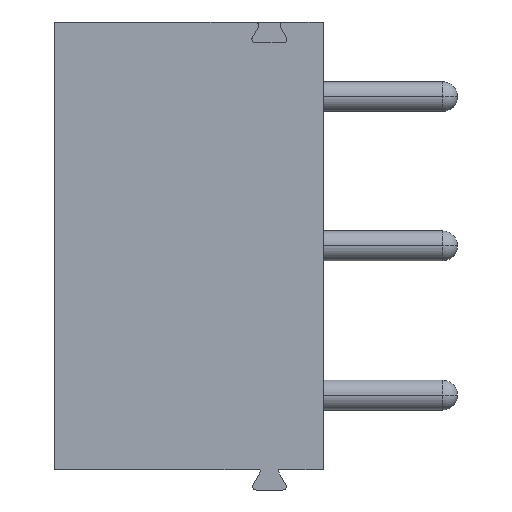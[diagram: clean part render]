
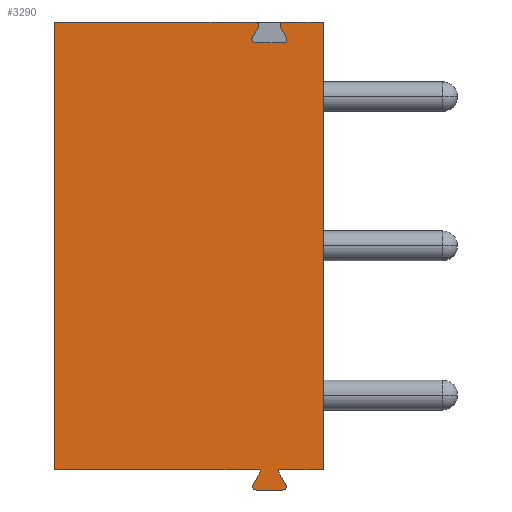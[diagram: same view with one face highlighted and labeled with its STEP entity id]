
A CAD part, front view. The second image highlights one B-rep face of the part: STEP entity #3290.
In plain terms, the highlighted planar face has unit normal (0, -1, 0).
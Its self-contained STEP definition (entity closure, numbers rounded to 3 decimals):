
#21=DIRECTION('',(1.,0.,0.));
#22=VECTOR('',#21,6.721);
#23=CARTESIAN_POINT('',(-4.5,-6.25,12.5));
#24=LINE('',#23,#22);
#45=DIRECTION('',(1.,0.,0.));
#46=VECTOR('',#45,1.321);
#47=CARTESIAN_POINT('',(3.179,-6.25,12.5));
#48=LINE('',#47,#46);
#89=DIRECTION('',(1.,0.,0.));
#90=VECTOR('',#89,0.935);
#91=CARTESIAN_POINT('',(2.232,-6.25,11.8));
#92=LINE('',#91,#90);
#93=CARTESIAN_POINT('',(3.168,-6.25,11.92));
#94=DIRECTION('',(0.,-1.,0.));
#95=DIRECTION('',(0.,0.,-1.));
#96=AXIS2_PLACEMENT_3D('',#93,#94,#95);
#98=DIRECTION('',(-0.5,0.,0.866));
#99=VECTOR('',#98,0.393);
#100=CARTESIAN_POINT('',(3.272,-6.25,11.98));
#101=LINE('',#100,#99);
#102=CARTESIAN_POINT('',(3.179,-6.25,12.38));
#103=DIRECTION('',(0.,-1.,0.));
#104=DIRECTION('',(0.,0.,1.));
#105=AXIS2_PLACEMENT_3D('',#102,#103,#104);
#107=CARTESIAN_POINT('',(3.046,-6.25,-2.55));
#108=DIRECTION('',(0.,1.,0.));
#109=DIRECTION('',(-0.866,0.,-0.5));
#110=AXIS2_PLACEMENT_3D('',#107,#108,#109);
#112=DIRECTION('',(-0.5,0.,0.866));
#113=VECTOR('',#112,0.491);
#114=CARTESIAN_POINT('',(3.248,-6.25,-3.));
#115=LINE('',#114,#113);
#116=CARTESIAN_POINT('',(3.144,-6.25,-3.06));
#117=DIRECTION('',(0.,-1.,0.));
#118=DIRECTION('',(0.,0.,-1.));
#119=AXIS2_PLACEMENT_3D('',#116,#117,#118);
#121=DIRECTION('',(1.,0.,0.));
#122=VECTOR('',#121,0.889);
#123=CARTESIAN_POINT('',(2.256,-6.25,-3.18));
#124=LINE('',#123,#122);
#125=CARTESIAN_POINT('',(2.256,-6.25,-3.06));
#126=DIRECTION('',(0.,-1.,0.));
#127=DIRECTION('',(-0.866,0.,0.5));
#128=AXIS2_PLACEMENT_3D('',#125,#126,#127);
#130=DIRECTION('',(-0.5,0.,-0.866));
#131=VECTOR('',#130,0.491);
#132=CARTESIAN_POINT('',(2.397,-6.25,-2.575));
#133=LINE('',#132,#131);
#134=CARTESIAN_POINT('',(2.354,-6.25,-2.55));
#135=DIRECTION('',(0.,1.,0.));
#136=DIRECTION('',(0.,0.,1.));
#137=AXIS2_PLACEMENT_3D('',#134,#135,#136);
#139=DIRECTION('',(0.,0.,-1.));
#140=VECTOR('',#139,15.);
#141=CARTESIAN_POINT('',(-4.5,-6.25,12.5));
#142=LINE('',#141,#140);
#143=CARTESIAN_POINT('',(2.221,-6.25,12.38));
#144=DIRECTION('',(0.,-1.,0.));
#145=DIRECTION('',(0.866,0.,-0.5));
#146=AXIS2_PLACEMENT_3D('',#143,#144,#145);
#148=DIRECTION('',(-0.5,0.,-0.866));
#149=VECTOR('',#148,0.393);
#150=CARTESIAN_POINT('',(2.325,-6.25,12.32));
#151=LINE('',#150,#149);
#152=CARTESIAN_POINT('',(2.232,-6.25,11.92));
#153=DIRECTION('',(0.,-1.,0.));
#154=DIRECTION('',(-0.866,0.,0.5));
#155=AXIS2_PLACEMENT_3D('',#152,#153,#154);
#177=DIRECTION('',(0.,0.,-1.));
#178=VECTOR('',#177,15.);
#179=CARTESIAN_POINT('',(4.5,-6.25,12.5));
#180=LINE('',#179,#178);
#343=DIRECTION('',(1.,0.,0.));
#344=VECTOR('',#343,1.454);
#345=CARTESIAN_POINT('',(3.046,-6.25,-2.5));
#346=LINE('',#345,#344);
#367=DIRECTION('',(1.,0.,0.));
#368=VECTOR('',#367,6.854);
#369=CARTESIAN_POINT('',(-4.5,-6.25,-2.5));
#370=LINE('',#369,#368);
#2531=CARTESIAN_POINT('',(-4.5,-6.25,12.5));
#2532=VERTEX_POINT('',#2531);
#2533=CARTESIAN_POINT('',(4.5,-6.25,12.5));
#2535=VERTEX_POINT('',#2533);
#2543=CARTESIAN_POINT('',(-4.5,-6.25,-2.5));
#2544=VERTEX_POINT('',#2543);
#2545=CARTESIAN_POINT('',(4.5,-6.25,-2.5));
#2547=VERTEX_POINT('',#2545);
#2549=CARTESIAN_POINT('',(2.397,-6.25,-2.575));
#2550=CARTESIAN_POINT('',(2.152,-6.25,-3.));
#2551=VERTEX_POINT('',#2549);
#2552=VERTEX_POINT('',#2550);
#2553=CARTESIAN_POINT('',(2.256,-6.25,-3.18));
#2554=VERTEX_POINT('',#2553);
#2555=CARTESIAN_POINT('',(3.144,-6.25,-3.18));
#2556=VERTEX_POINT('',#2555);
#2557=CARTESIAN_POINT('',(3.248,-6.25,-3.));
#2558=VERTEX_POINT('',#2557);
#2559=CARTESIAN_POINT('',(3.003,-6.25,-2.575));
#2560=VERTEX_POINT('',#2559);
#2577=CARTESIAN_POINT('',(3.046,-6.25,-2.5));
#2578=VERTEX_POINT('',#2577);
#2579=CARTESIAN_POINT('',(2.354,-6.25,-2.5));
#2580=VERTEX_POINT('',#2579);
#2597=CARTESIAN_POINT('',(3.179,-6.25,12.5));
#2598=VERTEX_POINT('',#2597);
#2599=CARTESIAN_POINT('',(2.221,-6.25,12.5));
#2600=VERTEX_POINT('',#2599);
#2601=CARTESIAN_POINT('',(2.232,-6.25,11.8));
#2602=CARTESIAN_POINT('',(3.168,-6.25,11.8));
#2603=VERTEX_POINT('',#2601);
#2604=VERTEX_POINT('',#2602);
#2605=CARTESIAN_POINT('',(3.272,-6.25,11.98));
#2606=VERTEX_POINT('',#2605);
#2607=CARTESIAN_POINT('',(3.075,-6.25,12.32));
#2608=VERTEX_POINT('',#2607);
#2609=CARTESIAN_POINT('',(2.325,-6.25,12.32));
#2610=VERTEX_POINT('',#2609);
#2611=CARTESIAN_POINT('',(2.128,-6.25,11.98));
#2612=VERTEX_POINT('',#2611);
#3246=CARTESIAN_POINT('',(-4.5,-6.25,12.5));
#3247=DIRECTION('',(0.,-1.,0.));
#3248=DIRECTION('',(1.,0.,0.));
#3249=AXIS2_PLACEMENT_3D('',#3246,#3247,#3248);
#3250=PLANE('',#3249);
#3252=ORIENTED_EDGE('',*,*,#3251,.T.);
#3254=ORIENTED_EDGE('',*,*,#3253,.T.);
#3256=ORIENTED_EDGE('',*,*,#3255,.T.);
#3257=ORIENTED_EDGE('',*,*,#3238,.F.);
#3258=ORIENTED_EDGE('',*,*,#3202,.T.);
#3260=ORIENTED_EDGE('',*,*,#3259,.T.);
#3262=ORIENTED_EDGE('',*,*,#3261,.F.);
#3264=ORIENTED_EDGE('',*,*,#3263,.F.);
#3266=ORIENTED_EDGE('',*,*,#3265,.F.);
#3268=ORIENTED_EDGE('',*,*,#3267,.F.);
#3270=ORIENTED_EDGE('',*,*,#3269,.F.);
#3272=ORIENTED_EDGE('',*,*,#3271,.F.);
#3274=ORIENTED_EDGE('',*,*,#3273,.F.);
#3276=ORIENTED_EDGE('',*,*,#3275,.F.);
#3278=ORIENTED_EDGE('',*,*,#3277,.F.);
#3280=ORIENTED_EDGE('',*,*,#3279,.F.);
#3281=ORIENTED_EDGE('',*,*,#3190,.T.);
#3283=ORIENTED_EDGE('',*,*,#3282,.F.);
#3285=ORIENTED_EDGE('',*,*,#3284,.T.);
#3287=ORIENTED_EDGE('',*,*,#3286,.T.);
#3288=EDGE_LOOP('',(#3252,#3254,#3256,#3257,#3258,#3260,#3262,#3264,#3266,#3268,
#3270,#3272,#3274,#3276,#3278,#3280,#3281,#3283,#3285,#3287));
#3289=FACE_OUTER_BOUND('',#3288,.F.);
#97=CIRCLE('',#96,0.12);
#106=CIRCLE('',#105,0.12);
#111=CIRCLE('',#110,0.05);
#120=CIRCLE('',#119,0.12);
#129=CIRCLE('',#128,0.12);
#138=CIRCLE('',#137,0.05);
#147=CIRCLE('',#146,0.12);
#156=CIRCLE('',#155,0.12);
#3190=EDGE_CURVE('',#2532,#2600,#24,.T.);
#3202=EDGE_CURVE('',#2598,#2535,#48,.T.);
#3238=EDGE_CURVE('',#2598,#2608,#106,.T.);
#3251=EDGE_CURVE('',#2603,#2604,#92,.T.);
#3253=EDGE_CURVE('',#2604,#2606,#97,.T.);
#3255=EDGE_CURVE('',#2606,#2608,#101,.T.);
#3259=EDGE_CURVE('',#2535,#2547,#180,.T.);
#3261=EDGE_CURVE('',#2578,#2547,#346,.T.);
#3263=EDGE_CURVE('',#2560,#2578,#111,.T.);
#3265=EDGE_CURVE('',#2558,#2560,#115,.T.);
#3267=EDGE_CURVE('',#2556,#2558,#120,.T.);
#3269=EDGE_CURVE('',#2554,#2556,#124,.T.);
#3271=EDGE_CURVE('',#2552,#2554,#129,.T.);
#3273=EDGE_CURVE('',#2551,#2552,#133,.T.);
#3275=EDGE_CURVE('',#2580,#2551,#138,.T.);
#3277=EDGE_CURVE('',#2544,#2580,#370,.T.);
#3279=EDGE_CURVE('',#2532,#2544,#142,.T.);
#3282=EDGE_CURVE('',#2610,#2600,#147,.T.);
#3284=EDGE_CURVE('',#2610,#2612,#151,.T.);
#3286=EDGE_CURVE('',#2612,#2603,#156,.T.);
#3290=ADVANCED_FACE('',(#3289),#3250,.T.);
